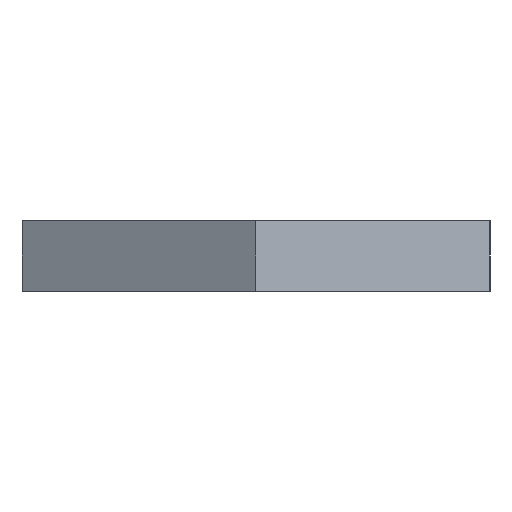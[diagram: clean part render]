
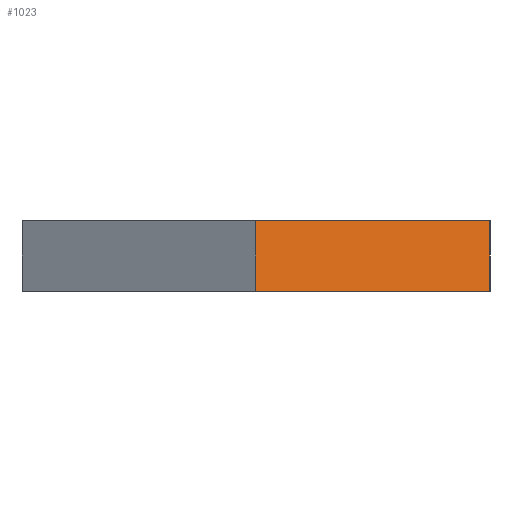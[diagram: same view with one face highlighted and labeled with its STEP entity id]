
A CAD part, front view. The second image highlights one B-rep face of the part: STEP entity #1023.
In plain terms, the highlighted planar face has unit normal (0.5, -0.866, 0).
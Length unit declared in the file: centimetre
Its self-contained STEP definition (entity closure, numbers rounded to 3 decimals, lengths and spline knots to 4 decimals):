
#162=VERTEX_POINT('',#1423);
#166=VERTEX_POINT('',#1431);
#176=VERTEX_POINT('',#1471);
#178=VERTEX_POINT('',#1477);
#274=VECTOR('',#1187,1.);
#293=VECTOR('',#1216,1.);
#296=VECTOR('',#1220,1.);
#297=VECTOR('',#1221,1.);
#409=LINE('',#1432,#274);
#428=LINE('',#1470,#293);
#431=LINE('',#1476,#296);
#432=LINE('',#1478,#297);
#544=EDGE_CURVE('',#162,#166,#409,.T.);
#563=EDGE_CURVE('',#176,#162,#428,.T.);
#566=EDGE_CURVE('',#178,#166,#431,.T.);
#567=EDGE_CURVE('',#178,#176,#432,.T.);
#774=ORIENTED_EDGE('',*,*,#544,.T.);
#775=ORIENTED_EDGE('',*,*,#566,.F.);
#776=ORIENTED_EDGE('',*,*,#567,.T.);
#777=ORIENTED_EDGE('',*,*,#563,.T.);
#908=EDGE_LOOP('',(#774,#775,#776,#777));
#969=FACE_BOUND('',#908,.T.);
#1023=ADVANCED_FACE('',(#969),#1571,.T.);
#1070=AXIS2_PLACEMENT_3D('',#1475,#1219,$);
#1187=DIRECTION('',(-0.866,-0.5,0.));
#1216=DIRECTION('',(0.,0.,1.));
#1219=DIRECTION('',(0.5,-0.866,0.));
#1220=DIRECTION('',(0.,0.,1.));
#1221=DIRECTION('',(0.866,0.5,0.));
#1423=CARTESIAN_POINT('',(1.0007,-0.5771,0.15));
#1431=CARTESIAN_POINT('',(0.0007,-1.1544,0.15));
#1432=CARTESIAN_POINT('',(0.0007,-1.1544,0.15));
#1470=CARTESIAN_POINT('',(1.0007,-0.5771,-0.15));
#1471=CARTESIAN_POINT('',(1.0007,-0.5771,-0.15));
#1475=CARTESIAN_POINT('',(0.5007,-0.8658,-0.15));
#1476=CARTESIAN_POINT('',(0.0007,-1.1544,-0.15));
#1477=CARTESIAN_POINT('',(0.0007,-1.1544,-0.15));
#1478=CARTESIAN_POINT('',(0.0007,-1.1544,-0.15));
#1571=PLANE('',#1070);
